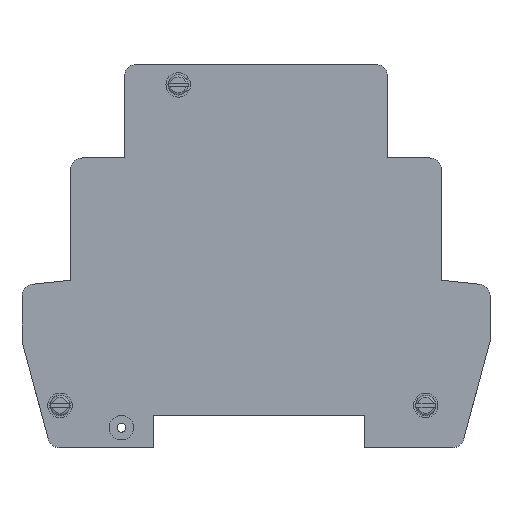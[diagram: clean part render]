
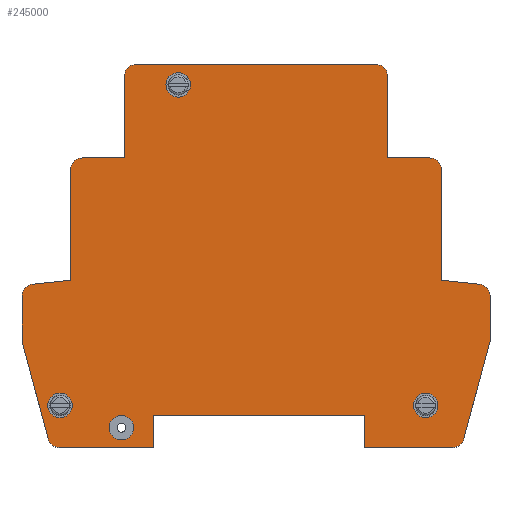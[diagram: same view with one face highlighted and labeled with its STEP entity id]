
A CAD part, top view. The second image highlights one B-rep face of the part: STEP entity #245000.
In plain terms, the highlighted face is planar.
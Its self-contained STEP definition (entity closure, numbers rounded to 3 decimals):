
#36110=CARTESIAN_POINT('',(-18.5,5.5,0.));
#36120=VERTEX_POINT('',#36110);
#36170=CARTESIAN_POINT('',(-18.5,0.,0.));
#36180=DIRECTION('',(0.,1.,0.));
#36190=VECTOR('',#36180,1.);
#36200=LINE('',#36170,#36190);
#36210=CARTESIAN_POINT('',(-18.5,0.,0.));
#36220=VERTEX_POINT('',#36210);
#36230=EDGE_CURVE('',#36220,#36120,#36200,.T.);
#42070=CARTESIAN_POINT('',(17.5,5.5,0.));
#42080=VERTEX_POINT('',#42070);
#42250=CARTESIAN_POINT('',(17.5,0.,0.));
#42260=VERTEX_POINT('',#42250);
#42290=CARTESIAN_POINT('',(17.5,0.,0.));
#42300=DIRECTION('',(0.,1.,0.));
#42310=VECTOR('',#42300,1.);
#42320=LINE('',#42290,#42310);
#42330=EDGE_CURVE('',#42260,#42080,#42320,.T.);
#42430=CARTESIAN_POINT('',(0.,0.,0.));
#42440=DIRECTION('',(1.,0.,0.));
#42450=VECTOR('',#42440,1.);
#42460=LINE('',#42430,#42450);
#42470=CARTESIAN_POINT('',(33.589,0.,0.));
#42480=VERTEX_POINT('',#42470);
#42490=EDGE_CURVE('',#42260,#42480,#42460,.T.);
#42780=CARTESIAN_POINT('',(35.521,1.482,0.));
#42790=VERTEX_POINT('',#42780);
#43190=CARTESIAN_POINT('',(40.,18.2,0.));
#43200=VERTEX_POINT('',#43190);
#43230=CARTESIAN_POINT('',(40.,18.2,0.));
#43240=DIRECTION('',(0.259,0.966,0.));
#43250=VECTOR('',#43240,1.);
#43260=LINE('',#43230,#43250);
#43270=EDGE_CURVE('',#42790,#43200,#43260,.T.);
#47150=CARTESIAN_POINT('',(40.,25.927,0.));
#47160=VERTEX_POINT('',#47150);
#47240=CARTESIAN_POINT('',(38.209,27.916,0.));
#47250=VERTEX_POINT('',#47240);
#47280=CARTESIAN_POINT('',(38.,25.927,0.));
#47290=DIRECTION('',(0.,0.,1.));
#47300=DIRECTION('',(1.,0.,0.));
#47310=AXIS2_PLACEMENT_3D('',#47280,#47290,#47300);
#47320=CIRCLE('',#47310,2.);
#47330=EDGE_CURVE('',#47160,#47250,#47320,.T.);
#47700=CARTESIAN_POINT('',(31.7,28.6,0.));
#47710=VERTEX_POINT('',#47700);
#47740=CARTESIAN_POINT('',(29.512,28.83,0.));
#47750=DIRECTION('',(0.995,-0.105,0.));
#47760=VECTOR('',#47750,1.);
#47770=LINE('',#47740,#47760);
#47780=EDGE_CURVE('',#47710,#47250,#47770,.T.);
#48320=CARTESIAN_POINT('',(40.,0.,0.));
#48330=DIRECTION('',(0.,1.,0.));
#48340=VECTOR('',#48330,1.);
#48350=LINE('',#48320,#48340);
#48360=EDGE_CURVE('',#43200,#47160,#48350,.T.);
#54330=CARTESIAN_POINT('',(31.7,47.5,0.));
#54340=VERTEX_POINT('',#54330);
#54370=CARTESIAN_POINT('',(31.7,0.,0.));
#54380=DIRECTION('',(0.,1.,0.));
#54390=VECTOR('',#54380,1.);
#54400=LINE('',#54370,#54390);
#54410=EDGE_CURVE('',#47710,#54340,#54400,.T.);
#54720=CARTESIAN_POINT('',(29.7,49.5,0.));
#54730=VERTEX_POINT('',#54720);
#54900=CARTESIAN_POINT('',(22.5,49.5,0.));
#54910=VERTEX_POINT('',#54900);
#54940=CARTESIAN_POINT('',(0.,49.5,0.));
#54950=DIRECTION('',(1.,0.,0.));
#54960=VECTOR('',#54950,1.);
#54970=LINE('',#54940,#54960);
#54980=EDGE_CURVE('',#54910,#54730,#54970,.T.);
#55170=CARTESIAN_POINT('',(29.7,47.5,0.));
#55180=DIRECTION('',(0.,0.,1.));
#55190=DIRECTION('',(1.,0.,0.));
#55200=AXIS2_PLACEMENT_3D('',#55170,#55180,#55190);
#55210=CIRCLE('',#55200,2.);
#55220=EDGE_CURVE('',#54340,#54730,#55210,.T.);
#55500=CARTESIAN_POINT('',(22.5,0.,0.));
#55510=DIRECTION('',(0.,1.,0.));
#55520=VECTOR('',#55510,1.);
#55530=LINE('',#55500,#55520);
#55540=CARTESIAN_POINT('',(22.5,63.5,0.));
#55550=VERTEX_POINT('',#55540);
#55560=EDGE_CURVE('',#54910,#55550,#55530,.T.);
#56060=CARTESIAN_POINT('',(-40.,18.2,0.));
#56070=DIRECTION('',(-0.259,0.966,0.));
#56080=VECTOR('',#56070,1.);
#56090=LINE('',#56060,#56080);
#56100=CARTESIAN_POINT('',(-35.521,1.482,0.));
#56110=VERTEX_POINT('',#56100);
#56120=CARTESIAN_POINT('',(-40.,18.2,0.));
#56130=VERTEX_POINT('',#56120);
#56140=EDGE_CURVE('',#56110,#56130,#56090,.T.);
#58950=CARTESIAN_POINT('',(0.,0.,0.));
#58960=DIRECTION('',(-1.,0.,0.));
#58970=VECTOR('',#58960,1.);
#58980=LINE('',#58950,#58970);
#58990=CARTESIAN_POINT('',(-33.589,0.,0.));
#59000=VERTEX_POINT('',#58990);
#59010=EDGE_CURVE('',#36220,#59000,#58980,.T.);
#59480=CARTESIAN_POINT('',(0.,65.5,0.));
#59490=DIRECTION('',(-1.,0.,0.));
#59500=VECTOR('',#59490,1.);
#59510=LINE('',#59480,#59500);
#59520=CARTESIAN_POINT('',(20.5,65.5,0.));
#59530=VERTEX_POINT('',#59520);
#59540=CARTESIAN_POINT('',(-20.5,65.5,0.));
#59550=VERTEX_POINT('',#59540);
#59560=EDGE_CURVE('',#59530,#59550,#59510,.T.);
#61620=CARTESIAN_POINT('',(20.5,63.5,0.));
#61630=DIRECTION('',(0.,0.,1.));
#61640=DIRECTION('',(1.,0.,0.));
#61650=AXIS2_PLACEMENT_3D('',#61620,#61630,#61640);
#61660=CIRCLE('',#61650,2.);
#61670=EDGE_CURVE('',#55550,#59530,#61660,.T.);
#62020=CARTESIAN_POINT('',(-29.7,47.5,0.));
#62030=DIRECTION('',(0.,0.,-1.));
#62040=DIRECTION('',(-1.,0.,0.));
#62050=AXIS2_PLACEMENT_3D('',#62020,#62030,#62040);
#62060=CIRCLE('',#62050,2.);
#62070=CARTESIAN_POINT('',(-31.7,47.5,0.));
#62080=VERTEX_POINT('',#62070);
#62090=CARTESIAN_POINT('',(-29.7,49.5,0.));
#62100=VERTEX_POINT('',#62090);
#62110=EDGE_CURVE('',#62080,#62100,#62060,.T.);
#62900=CARTESIAN_POINT('',(-22.5,63.5,0.));
#62910=VERTEX_POINT('',#62900);
#63070=CARTESIAN_POINT('',(-22.5,49.5,0.));
#63080=VERTEX_POINT('',#63070);
#63110=CARTESIAN_POINT('',(-22.5,0.,0.));
#63120=DIRECTION('',(0.,1.,0.));
#63130=VECTOR('',#63120,1.);
#63140=LINE('',#63110,#63130);
#63150=EDGE_CURVE('',#63080,#62910,#63140,.T.);
#63250=CARTESIAN_POINT('',(-31.7,0.,0.));
#63260=DIRECTION('',(0.,1.,0.));
#63270=VECTOR('',#63260,1.);
#63280=LINE('',#63250,#63270);
#63290=CARTESIAN_POINT('',(-31.7,28.6,0.));
#63300=VERTEX_POINT('',#63290);
#63310=EDGE_CURVE('',#63300,#62080,#63280,.T.);
#68160=CARTESIAN_POINT('',(33.589,2.,0.));
#68170=DIRECTION('',(0.,0.,1.));
#68180=DIRECTION('',(1.,0.,0.));
#68190=AXIS2_PLACEMENT_3D('',#68160,#68170,#68180);
#68200=CIRCLE('',#68190,2.);
#68210=EDGE_CURVE('',#42480,#42790,#68200,.T.);
#71520=CARTESIAN_POINT('',(-26.9,7.2,0.));
#71530=VERTEX_POINT('',#71520);
#71710=CARTESIAN_POINT('',(-31.1,7.2,0.));
#71720=VERTEX_POINT('',#71710);
#71750=CARTESIAN_POINT('',(-29.,7.2,0.));
#71760=DIRECTION('',(0.,0.,1.));
#71770=DIRECTION('',(1.,0.,0.));
#71780=AXIS2_PLACEMENT_3D('',#71750,#71760,#71770);
#71790=CIRCLE('',#71780,2.1);
#71800=EDGE_CURVE('',#71720,#71530,#71790,.T.);
#73330=CARTESIAN_POINT('',(25.1,3.4,0.));
#73340=VERTEX_POINT('',#73330);
#73420=CARTESIAN_POINT('',(20.9,3.4,0.));
#73430=VERTEX_POINT('',#73420);
#73460=CARTESIAN_POINT('',(23.,3.4,0.));
#73470=DIRECTION('',(0.,0.,1.));
#73480=DIRECTION('',(1.,0.,0.));
#73490=AXIS2_PLACEMENT_3D('',#73460,#73470,#73480);
#73500=CIRCLE('',#73490,2.1);
#73510=EDGE_CURVE('',#73430,#73340,#73500,.T.);
#73970=CARTESIAN_POINT('',(-33.589,2.,0.));
#73980=DIRECTION('',(0.,0.,1.));
#73990=DIRECTION('',(1.,0.,0.));
#74000=AXIS2_PLACEMENT_3D('',#73970,#73980,#73990);
#74010=CIRCLE('',#74000,2.);
#74020=EDGE_CURVE('',#56110,#59000,#74010,.T.);
#74810=CARTESIAN_POINT('',(0.,5.5,0.));
#74820=DIRECTION('',(1.,0.,0.));
#74830=VECTOR('',#74820,1.);
#74840=LINE('',#74810,#74830);
#74850=EDGE_CURVE('',#36120,#42080,#74840,.T.);
#89430=CARTESIAN_POINT('',(35.6,7.2,0.));
#89440=VERTEX_POINT('',#89430);
#89520=CARTESIAN_POINT('',(31.4,7.2,0.));
#89530=VERTEX_POINT('',#89520);
#89560=CARTESIAN_POINT('',(33.5,7.2,0.));
#89570=DIRECTION('',(0.,0.,1.));
#89580=DIRECTION('',(1.,0.,0.));
#89590=AXIS2_PLACEMENT_3D('',#89560,#89570,#89580);
#89600=CIRCLE('',#89590,2.1);
#89610=EDGE_CURVE('',#89530,#89440,#89600,.T.);
#89900=CARTESIAN_POINT('',(-29.512,28.83,0.));
#89910=DIRECTION('',(-0.995,-0.105,0.));
#89920=VECTOR('',#89910,1.);
#89930=LINE('',#89900,#89920);
#89940=CARTESIAN_POINT('',(-38.209,27.916,0.));
#89950=VERTEX_POINT('',#89940);
#89960=EDGE_CURVE('',#63300,#89950,#89930,.T.);
#93400=CARTESIAN_POINT('',(-40.,0.,0.));
#93410=DIRECTION('',(0.,1.,0.));
#93420=VECTOR('',#93410,1.);
#93430=LINE('',#93400,#93420);
#93440=CARTESIAN_POINT('',(-40.,25.927,0.));
#93450=VERTEX_POINT('',#93440);
#93460=EDGE_CURVE('',#56130,#93450,#93430,.T.);
#95590=CARTESIAN_POINT('',(-20.5,63.5,0.));
#95600=DIRECTION('',(0.,0.,-1.));
#95610=DIRECTION('',(-1.,0.,0.));
#95620=AXIS2_PLACEMENT_3D('',#95590,#95600,#95610);
#95630=CIRCLE('',#95620,2.);
#95640=EDGE_CURVE('',#62910,#59550,#95630,.T.);
#96840=CARTESIAN_POINT('',(-38.,25.927,0.));
#96850=DIRECTION('',(0.,0.,-1.));
#96860=DIRECTION('',(-1.,0.,0.));
#96870=AXIS2_PLACEMENT_3D('',#96840,#96850,#96860);
#96880=CIRCLE('',#96870,2.);
#96890=EDGE_CURVE('',#93450,#89950,#96880,.T.);
#115560=CARTESIAN_POINT('',(0.,49.5,0.));
#115570=DIRECTION('',(-1.,0.,0.));
#115580=VECTOR('',#115570,1.);
#115590=LINE('',#115560,#115580);
#115600=EDGE_CURVE('',#63080,#62100,#115590,.T.);
#116340=CARTESIAN_POINT('',(15.4,62.,0.));
#116350=VERTEX_POINT('',#116340);
#116530=CARTESIAN_POINT('',(11.2,62.,0.));
#116540=VERTEX_POINT('',#116530);
#116570=CARTESIAN_POINT('',(13.3,62.,0.));
#116580=DIRECTION('',(0.,0.,1.));
#116590=DIRECTION('',(1.,0.,0.));
#116600=AXIS2_PLACEMENT_3D('',#116570,#116580,#116590);
#116610=CIRCLE('',#116600,2.1);
#116620=EDGE_CURVE('',#116540,#116350,#116610,.T.);
#244470=CARTESIAN_POINT('',(0.,0.,0.));
#244480=DIRECTION('',(0.,0.,1.));
#244490=DIRECTION('',(1.,0.,0.));
#244500=AXIS2_PLACEMENT_3D('',#244470,#244480,#244490);
#244510=PLANE('',#244500);
#244520=ORIENTED_EDGE('',*,*,#74020,.F.);
#244530=ORIENTED_EDGE('',*,*,#59010,.T.);
#244540=ORIENTED_EDGE('',*,*,#36230,.F.);
#244550=ORIENTED_EDGE('',*,*,#74850,.F.);
#244560=ORIENTED_EDGE('',*,*,#42330,.T.);
#244570=ORIENTED_EDGE('',*,*,#42490,.F.);
#244580=ORIENTED_EDGE('',*,*,#68210,.F.);
#244590=ORIENTED_EDGE('',*,*,#43270,.F.);
#244600=ORIENTED_EDGE('',*,*,#48360,.F.);
#244610=ORIENTED_EDGE('',*,*,#47330,.F.);
#244620=ORIENTED_EDGE('',*,*,#47780,.T.);
#244630=ORIENTED_EDGE('',*,*,#54410,.F.);
#244640=ORIENTED_EDGE('',*,*,#55220,.F.);
#244650=ORIENTED_EDGE('',*,*,#54980,.T.);
#244660=ORIENTED_EDGE('',*,*,#55560,.F.);
#244670=ORIENTED_EDGE('',*,*,#61670,.F.);
#244680=ORIENTED_EDGE('',*,*,#59560,.F.);
#244690=ORIENTED_EDGE('',*,*,#95640,.T.);
#244700=ORIENTED_EDGE('',*,*,#63150,.T.);
#244710=ORIENTED_EDGE('',*,*,#115600,.F.);
#244720=ORIENTED_EDGE('',*,*,#62110,.T.);
#244730=ORIENTED_EDGE('',*,*,#63310,.T.);
#244740=ORIENTED_EDGE('',*,*,#89960,.F.);
#244750=ORIENTED_EDGE('',*,*,#96890,.T.);
#244760=ORIENTED_EDGE('',*,*,#93460,.T.);
#244770=ORIENTED_EDGE('',*,*,#56140,.T.);
#244780=EDGE_LOOP('',(#244770,#244760,#244750,#244740,#244730,#244720,
#244710,#244700,#244690,#244680,#244670,#244660,#244650,#244640,#244630,
#244620,#244610,#244600,#244590,#244580,#244570,#244560,#244550,#244540,
#244530,#244520));
#244790=FACE_OUTER_BOUND('',#244780,.T.);
#244800=EDGE_CURVE('',#73340,#73430,#73500,.T.);
#244810=ORIENTED_EDGE('',*,*,#244800,.T.);
#244820=ORIENTED_EDGE('',*,*,#73510,.T.);
#244830=EDGE_LOOP('',(#244820,#244810));
#244840=FACE_BOUND('',#244830,.T.);
#244850=EDGE_CURVE('',#89440,#89530,#89600,.T.);
#244860=ORIENTED_EDGE('',*,*,#244850,.T.);
#244870=ORIENTED_EDGE('',*,*,#89610,.T.);
#244880=EDGE_LOOP('',(#244870,#244860));
#244890=FACE_BOUND('',#244880,.T.);
#244900=EDGE_CURVE('',#71530,#71720,#71790,.T.);
#244910=ORIENTED_EDGE('',*,*,#244900,.T.);
#244920=ORIENTED_EDGE('',*,*,#71800,.T.);
#244930=EDGE_LOOP('',(#244920,#244910));
#244940=FACE_BOUND('',#244930,.T.);
#244950=EDGE_CURVE('',#116350,#116540,#116610,.T.);
#244960=ORIENTED_EDGE('',*,*,#244950,.T.);
#244970=ORIENTED_EDGE('',*,*,#116620,.T.);
#244980=EDGE_LOOP('',(#244970,#244960));
#244990=FACE_BOUND('',#244980,.T.);
#245000=ADVANCED_FACE('',(#244790,#244840,#244890,#244940,#244990),
#244510,.F.);
